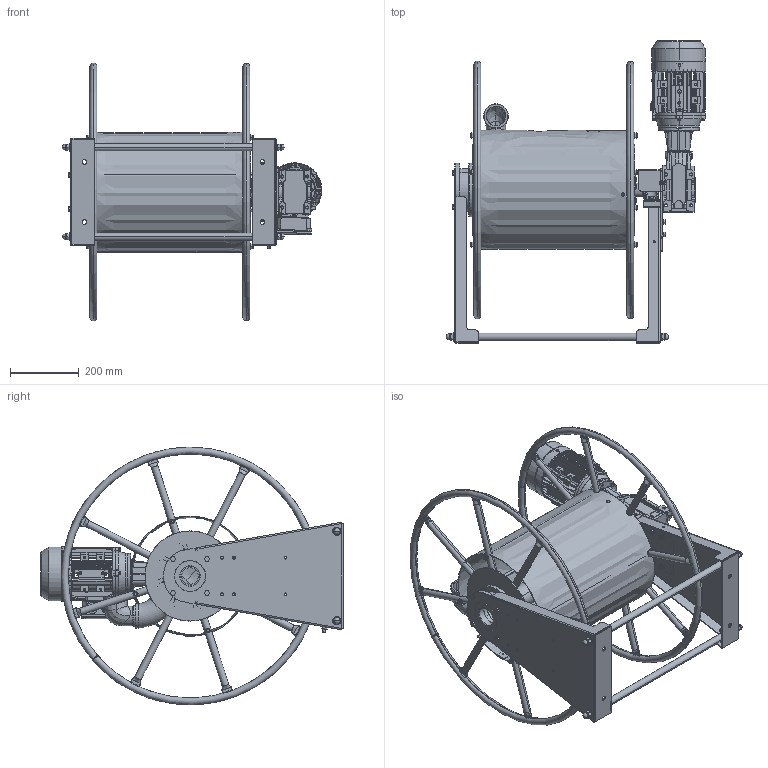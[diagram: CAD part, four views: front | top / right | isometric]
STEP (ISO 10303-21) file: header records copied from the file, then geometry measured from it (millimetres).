
FILE_DESCRIPTION((''),'2;1');
FILE_NAME('384_028_E_ASM','2021-04-12T',('Cad03'),('CDM'),'PRO/ENGINEER BY PARAMETRIC TECHNOLOGY CORPORATION, 2017170','PRO/ENGINEER BY PARAMETRIC TECHNOLOGY CORPORATION, 2017170','');
FILE_SCHEMA(('CONFIG_CONTROL_DESIGN'));
Length unit declared in the file: millimetre
Products named in the file (1): 384_028_E_ASM
Bounding box: 755.4 x 878.59 x 749.95 mm (x, y, z)
Surface area: 3521341.7 mm2 (no closed solid volume)
Topology: 0 solids, 311 shells, 2258 faces, 10678 edges, 8441 vertices
Faces by surface type: plane 1054, cylinder 496, cone 321, bspline 205, extrusion 80, torus 62, sphere 40
Entity records: 160829 total; most frequent: CARTESIAN_POINT 61520, ORIENTED_EDGE 14968, DIRECTION 14237, EDGE_CURVE 10639, VERTEX_POINT 8441, VECTOR 4913, LINE 4833, AXIS2_PLACEMENT_3D 4662
